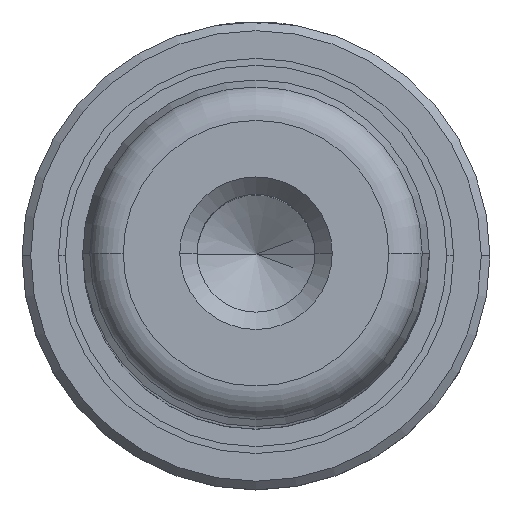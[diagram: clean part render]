
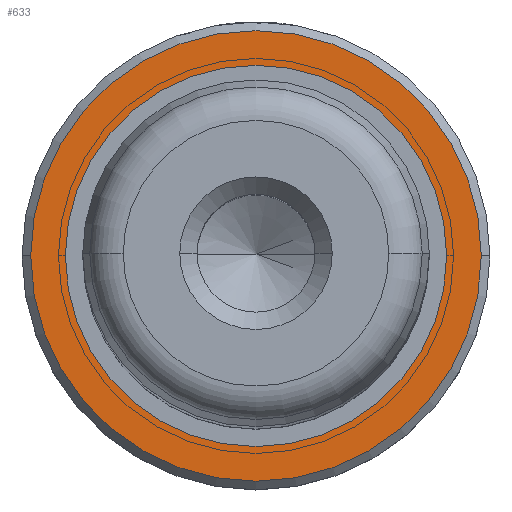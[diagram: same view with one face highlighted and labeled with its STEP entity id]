
A CAD part, top view. The second image highlights one B-rep face of the part: STEP entity #633.
In plain terms, the highlighted planar face has unit normal (0, 0, 1).
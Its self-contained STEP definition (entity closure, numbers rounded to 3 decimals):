
#22 = AXIS2_PLACEMENT_3D ( 'NONE', #472, #268, #431 ) ;
#111 = EDGE_CURVE ( 'NONE', #873, #1941, #2310, .T. ) ;
#146 = DIRECTION ( 'NONE',  ( -1., 0., 0. ) ) ;
#154 = DIRECTION ( 'NONE',  ( 0., 0., -1. ) ) ;
#170 = FACE_OUTER_BOUND ( 'NONE', #2098, .T. ) ;
#209 = PLANE ( 'NONE',  #1520 ) ;
#268 = DIRECTION ( 'NONE',  ( 0., 0., 1. ) ) ;
#309 = CARTESIAN_POINT ( 'NONE',  ( 10., 0., 40. ) ) ;
#410 = CARTESIAN_POINT ( 'NONE',  ( 0., 0., 40. ) ) ;
#431 = DIRECTION ( 'NONE',  ( -1., 0., 0. ) ) ;
#441 = DIRECTION ( 'NONE',  ( -1., 0., 0. ) ) ;
#458 = DIRECTION ( 'NONE',  ( 0., 0., -1. ) ) ;
#472 = CARTESIAN_POINT ( 'NONE',  ( 0., 0., 40. ) ) ;
#514 = EDGE_LOOP ( 'NONE', ( #1572, #846 ) ) ;
#539 = CIRCLE ( 'NONE', #1506, 11. ) ;
#542 = CARTESIAN_POINT ( 'NONE',  ( -11., 0., 40. ) ) ;
#633 = ADVANCED_FACE ( 'NONE', ( #1641, #170 ), #209, .F. ) ;
#741 = VERTEX_POINT ( 'NONE', #1399 ) ;
#846 = ORIENTED_EDGE ( 'NONE', *, *, #924, .T. ) ;
#873 = VERTEX_POINT ( 'NONE', #1194 ) ;
#924 = EDGE_CURVE ( 'NONE', #741, #2362, #1612, .T. ) ;
#1094 = AXIS2_PLACEMENT_3D ( 'NONE', #2317, #2232, #2221 ) ;
#1159 = CIRCLE ( 'NONE', #1094, 13. ) ;
#1192 = ORIENTED_EDGE ( 'NONE', *, *, #111, .T. ) ;
#1194 = CARTESIAN_POINT ( 'NONE',  ( -13., 0., 40. ) ) ;
#1362 = EDGE_CURVE ( 'NONE', #2362, #741, #539, .T. ) ;
#1399 = CARTESIAN_POINT ( 'NONE',  ( 11., 0., 40. ) ) ;
#1506 = AXIS2_PLACEMENT_3D ( 'NONE', #1666, #1664, #1663 ) ;
#1520 = AXIS2_PLACEMENT_3D ( 'NONE', #309, #154, #146 ) ;
#1572 = ORIENTED_EDGE ( 'NONE', *, *, #1362, .T. ) ;
#1612 = CIRCLE ( 'NONE', #2249, 11. ) ;
#1641 = FACE_BOUND ( 'NONE', #514, .T. ) ;
#1663 = DIRECTION ( 'NONE',  ( -1., 0., 0. ) ) ;
#1664 = DIRECTION ( 'NONE',  ( 0., 0., -1. ) ) ;
#1666 = CARTESIAN_POINT ( 'NONE',  ( 0., 0., 40. ) ) ;
#1927 = EDGE_CURVE ( 'NONE', #1941, #873, #1159, .T. ) ;
#1941 = VERTEX_POINT ( 'NONE', #2355 ) ;
#2098 = EDGE_LOOP ( 'NONE', ( #1192, #2236 ) ) ;
#2221 = DIRECTION ( 'NONE',  ( -1., 0., 0. ) ) ;
#2232 = DIRECTION ( 'NONE',  ( 0., 0., 1. ) ) ;
#2236 = ORIENTED_EDGE ( 'NONE', *, *, #1927, .T. ) ;
#2249 = AXIS2_PLACEMENT_3D ( 'NONE', #410, #458, #441 ) ;
#2310 = CIRCLE ( 'NONE', #22, 13. ) ;
#2317 = CARTESIAN_POINT ( 'NONE',  ( 0., 0., 40. ) ) ;
#2355 = CARTESIAN_POINT ( 'NONE',  ( 13., 0., 40. ) ) ;
#2362 = VERTEX_POINT ( 'NONE', #542 ) ;
